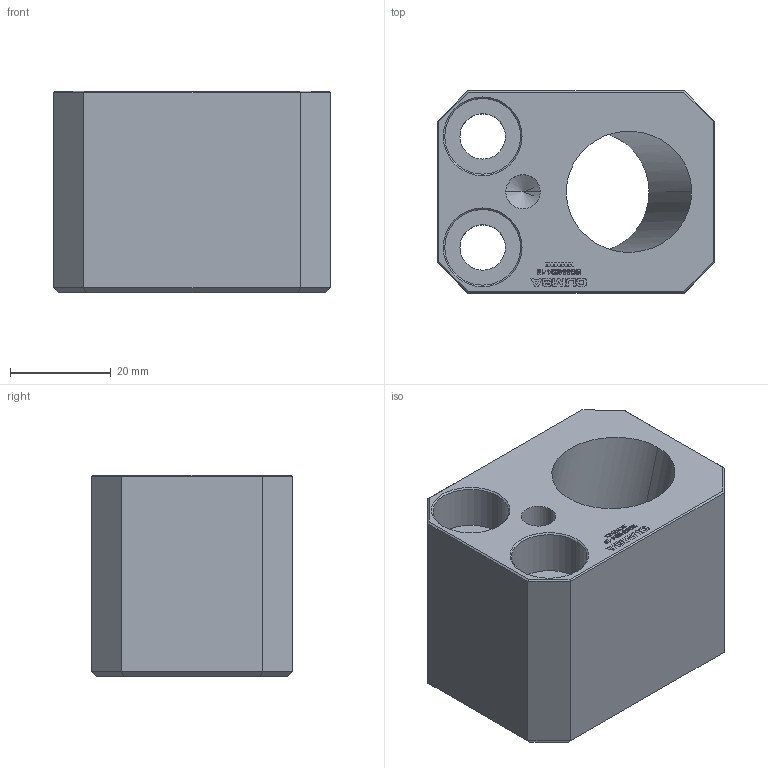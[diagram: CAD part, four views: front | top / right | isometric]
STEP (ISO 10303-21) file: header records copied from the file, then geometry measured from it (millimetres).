
FILE_DESCRIPTION (( 'STEP AP214' ), '1' );
FILE_NAME ('BG554024-15.STEP', '2018-03-09T10:34:04', ( '' ), ( '' ), 'SwSTEP 2.0', 'SolidWorks 2017', '' );
FILE_SCHEMA (( 'AUTOMOTIVE_DESIGN' ));
Length unit declared in the file: millimetre
Products named in the file (1): BG554024-15
Bounding box: 55 x 40 x 40 mm (x, y, z)
Volume: 57597.8 mm3; surface area: 15921 mm2
Topology: 1 solids, 1 shells, 439 faces, 1193 edges, 787 vertices
Faces by surface type: plane 280, bspline 139, cylinder 14, cone 6
Entity records: 24065 total; most frequent: CARTESIAN_POINT 9679, ORIENTED_EDGE 2382, DIRECTION 1537, EDGE_CURVE 1191, LINE 879, VECTOR 879, VERTEX_POINT 787, EDGE_LOOP 478
